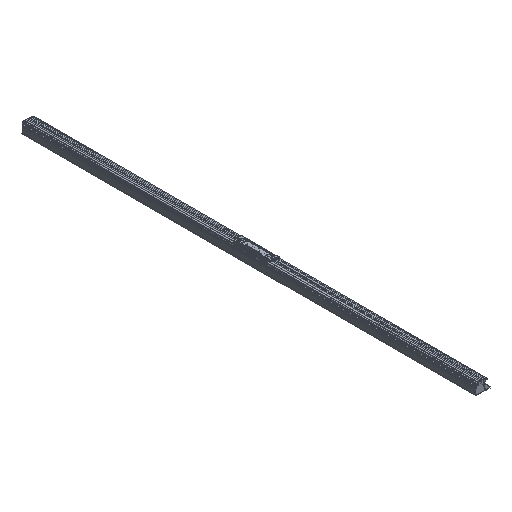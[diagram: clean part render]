
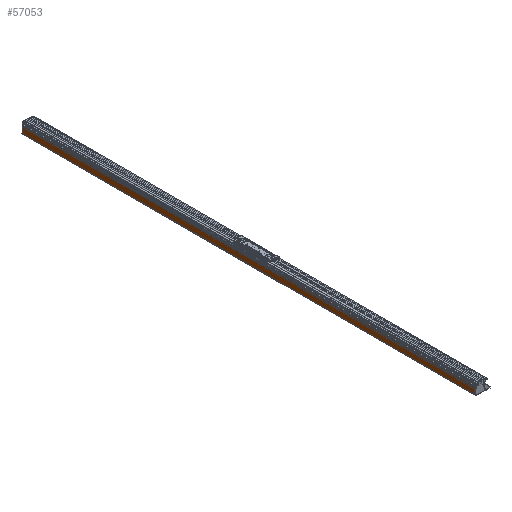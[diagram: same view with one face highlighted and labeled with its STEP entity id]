
A CAD part, isometric view. The second image highlights one B-rep face of the part: STEP entity #57053.
In plain terms, the highlighted planar face has unit normal (-1, 0, 0).
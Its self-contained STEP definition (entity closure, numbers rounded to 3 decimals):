
#14848 = VERTEX_POINT ( 'NONE', #97946 ) ;
#15199 = CARTESIAN_POINT ( 'NONE',  ( -28.6, -1500., 52.939 ) ) ;
#22229 = CARTESIAN_POINT ( 'NONE',  ( -28.6, -1500., 5.944 ) ) ;
#34281 = LINE ( 'NONE', #48109, #97780 ) ;
#35133 = DIRECTION ( 'NONE',  ( 0., 1., 0. ) ) ;
#38034 = CARTESIAN_POINT ( 'NONE',  ( -28.6, -1500., 0.7 ) ) ;
#40178 = ORIENTED_EDGE ( 'NONE', *, *, #168291, .T. ) ;
#48109 = CARTESIAN_POINT ( 'NONE',  ( -28.6, 1500., 0.7 ) ) ;
#51211 = VECTOR ( 'NONE', #78628, 1000. ) ;
#54142 = FACE_OUTER_BOUND ( 'NONE', #69524, .T. ) ;
#57053 = ADVANCED_FACE ( 'NONE', ( #54142 ), #139036, .F. ) ;
#63919 = LINE ( 'NONE', #120213, #164595 ) ;
#69524 = EDGE_LOOP ( 'NONE', ( #133107, #180846, #134996, #40178 ) ) ;
#78177 = VERTEX_POINT ( 'NONE', #134141 ) ;
#78628 = DIRECTION ( 'NONE',  ( 0., 0., -1. ) ) ;
#97780 = VECTOR ( 'NONE', #132073, 1000. ) ;
#97946 = CARTESIAN_POINT ( 'NONE',  ( -28.6, -1500., 5.944 ) ) ;
#110520 = DIRECTION ( 'NONE',  ( 0., 0., 1. ) ) ;
#115320 = AXIS2_PLACEMENT_3D ( 'NONE', #153715, #124313, #110520 ) ;
#120213 = CARTESIAN_POINT ( 'NONE',  ( -28.6, -1500., 52.939 ) ) ;
#121394 = VERTEX_POINT ( 'NONE', #15199 ) ;
#124313 = DIRECTION ( 'NONE',  ( 1., 0., 0. ) ) ;
#132073 = DIRECTION ( 'NONE',  ( 0., 0., -1. ) ) ;
#133107 = ORIENTED_EDGE ( 'NONE', *, *, #177468, .T. ) ;
#133127 = EDGE_CURVE ( 'NONE', #121394, #14848, #164395, .T. ) ;
#134141 = CARTESIAN_POINT ( 'NONE',  ( -28.6, 1500., 5.944 ) ) ;
#134996 = ORIENTED_EDGE ( 'NONE', *, *, #133127, .F. ) ;
#139036 = PLANE ( 'NONE',  #115320 ) ;
#148531 = LINE ( 'NONE', #22229, #158552 ) ;
#153715 = CARTESIAN_POINT ( 'NONE',  ( -28.6, -1500., 0.7 ) ) ;
#158552 = VECTOR ( 'NONE', #35133, 1000. ) ;
#158640 = VERTEX_POINT ( 'NONE', #180687 ) ;
#164395 = LINE ( 'NONE', #38034, #51211 ) ;
#164595 = VECTOR ( 'NONE', #176452, 1000. ) ;
#168291 = EDGE_CURVE ( 'NONE', #121394, #158640, #63919, .T. ) ;
#169324 = EDGE_CURVE ( 'NONE', #14848, #78177, #148531, .T. ) ;
#176452 = DIRECTION ( 'NONE',  ( 0., 1., 0. ) ) ;
#177468 = EDGE_CURVE ( 'NONE', #158640, #78177, #34281, .T. ) ;
#180687 = CARTESIAN_POINT ( 'NONE',  ( -28.6, 1500., 52.939 ) ) ;
#180846 = ORIENTED_EDGE ( 'NONE', *, *, #169324, .F. ) ;
